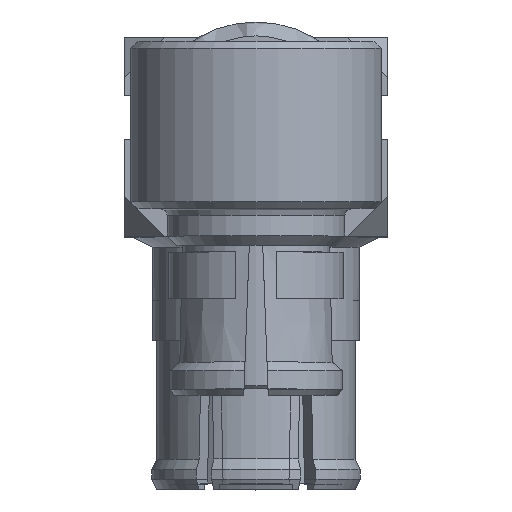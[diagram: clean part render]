
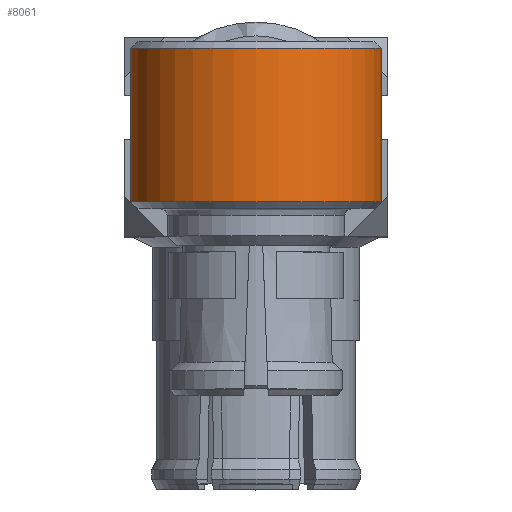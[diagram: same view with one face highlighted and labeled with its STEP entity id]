
A CAD part, top view. The second image highlights one B-rep face of the part: STEP entity #8061.
In plain terms, the highlighted cylindrical face has radius 2.388 mm (diameter 4.775 mm), a full revolution.
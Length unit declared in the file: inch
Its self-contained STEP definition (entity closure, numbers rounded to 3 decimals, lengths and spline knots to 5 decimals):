
#19 = CARTESIAN_POINT ( 'NONE',  ( 0.21721, -0.07756, -0.05312 ) ) ;
#77 = AXIS2_PLACEMENT_3D ( 'NONE', #6803, #10319, #7668 ) ;
#83 = CARTESIAN_POINT ( 'NONE',  ( 0.14936, -0.09292, -0.01465 ) ) ;
#135 = CARTESIAN_POINT ( 'NONE',  ( 0.16125, -0.08665, -0.03655 ) ) ;
#193 = CARTESIAN_POINT ( 'NONE',  ( 0.25043, -0.09002, -0.02793 ) ) ;
#404 = ORIENTED_EDGE ( 'NONE', *, *, #9952, .T. ) ;
#890 = CARTESIAN_POINT ( 'NONE',  ( 0.25032, -0.08996, 0.02809 ) ) ;
#902 = AXIS2_PLACEMENT_3D ( 'NONE', #10520, #7055, #3363 ) ;
#947 = CARTESIAN_POINT ( 'NONE',  ( 0.25711, -0.09377, 0.00751 ) ) ;
#996 = VERTEX_POINT ( 'NONE', #3727 ) ;
#1008 = CARTESIAN_POINT ( 'NONE',  ( 0.14751, -0.09399, -0.00387 ) ) ;
#1061 = CARTESIAN_POINT ( 'NONE',  ( 0.1546, -0.09, 0.02798 ) ) ;
#1114 = CARTESIAN_POINT ( 'NONE',  ( 0.18789, -0.07735, -0.05351 ) ) ;
#1539 = CARTESIAN_POINT ( 'NONE',  ( 0.20987, -0.0765, 0.05463 ) ) ;
#1767 = CARTESIAN_POINT ( 'NONE',  ( 0.14748, -0.09401, 0.00731 ) ) ;
#1819 = CARTESIAN_POINT ( 'NONE',  ( 0.19877, -0.07623, 0.055 ) ) ;
#1874 = CARTESIAN_POINT ( 'NONE',  ( 0.25564, -0.09292, 0.01465 ) ) ;
#1988 = CARTESIAN_POINT ( 'NONE',  ( 0.17467, -0.0809, -0.04798 ) ) ;
#2012 = EDGE_CURVE ( 'NONE', #10832, #10832, #3054, .T. ) ;
#2615 = DIRECTION ( 'NONE',  ( 1., 0., 0. ) ) ;
#2703 = CARTESIAN_POINT ( 'NONE',  ( 0.2064, -0.07624, -0.05499 ) ) ;
#2758 = CARTESIAN_POINT ( 'NONE',  ( 0.18443, -0.07828, 0.05207 ) ) ;
#2812 = CARTESIAN_POINT ( 'NONE',  ( 0.149, -0.0931, 0.01466 ) ) ;
#3054 = CIRCLE ( 'NONE', #77, 0.094 ) ;
#3113 = EDGE_LOOP ( 'NONE', ( #404 ) ) ;
#3363 = DIRECTION ( 'NONE',  ( 0., 0., 1. ) ) ;
#3378 = FACE_OUTER_BOUND ( 'NONE', #7048, .T. ) ;
#3520 = CARTESIAN_POINT ( 'NONE',  ( 0.25752, -0.09401, -0.00722 ) ) ;
#3573 = CARTESIAN_POINT ( 'NONE',  ( 0.15329, -0.09073, -0.02482 ) ) ;
#3679 = CARTESIAN_POINT ( 'NONE',  ( 0.23647, -0.08334, -0.04382 ) ) ;
#3727 = CARTESIAN_POINT ( 'NONE',  ( 0.26, 0., 0.094 ) ) ;
#3737 = CARTESIAN_POINT ( 'NONE',  ( 0.16872, -0.08326, -0.04397 ) ) ;
#4013 = FACE_OUTER_BOUND ( 'NONE', #7341, .T. ) ;
#4258 = CIRCLE ( 'NONE', #902, 0.094 ) ;
#4390 = CARTESIAN_POINT ( 'NONE',  ( 0.20623, -0.07623, 0.055 ) ) ;
#4448 = CARTESIAN_POINT ( 'NONE',  ( 0.25453, -0.09229, 0.01819 ) ) ;
#4503 = CARTESIAN_POINT ( 'NONE',  ( 0.15868, -0.08782, 0.03397 ) ) ;
#4559 = CARTESIAN_POINT ( 'NONE',  ( 0.15499, -0.08981, -0.02794 ) ) ;
#4796 = EDGE_CURVE ( 'NONE', #996, #996, #4258, .T. ) ;
#5185 = CARTESIAN_POINT ( 'NONE',  ( 0.14, 0., 0. ) ) ;
#5497 = CARTESIAN_POINT ( 'NONE',  ( 0.24626, -0.08779, 0.03404 ) ) ;
#5554 = CARTESIAN_POINT ( 'NONE',  ( 0.15047, -0.09229, -0.01819 ) ) ;
#5712 = CARTESIAN_POINT ( 'NONE',  ( 0.2025, -0.07623, 0.055 ) ) ;
#5919 = CARTESIAN_POINT ( 'NONE',  ( 0.22052, -0.07827, 0.05209 ) ) ;
#5940 = B_SPLINE_CURVE_WITH_KNOTS ( 'NONE', 3,
 ( #8868, #4390, #1539, #7974, #5919, #9505, #8635, #5497, #890, #4448, #1874, #947, #10019, #3520, #8085, #193, #10838, #3679, #9086, #10674, #19, #9027, #2703, #8914, #1114, #1988, #3737, #135, #7263, #4559, #3573, #5554, #83, #9902, #1008, #1767, #2812, #1061, #4503, #8027, #7156, #2758, #8970, #6381, #1819, #9793 ),
 .UNSPECIFIED., .T., .F.,
 ( 4, 2, 2, 2, 2, 2, 2, 2, 2, 2, 2, 2, 2, 2, 2, 2, 2, 2, 2, 2, 2, 2, 4 ),
 ( 0., 0.00028, 0.00056, 0.00112, 0.00168, 0.00196, 0.00223, 0.00279, 0.00335, 0.00391, 0.00419, 0.00447, 0.00503, 0.00559, 0.00587, 0.00615, 0.00642, 0.0067, 0.00726, 0.00782, 0.00838, 0.00866, 0.00894 ),
 .UNSPECIFIED. ) ;
#6324 = ORIENTED_EDGE ( 'NONE', *, *, #4796, .T. ) ;
#6381 = CARTESIAN_POINT ( 'NONE',  ( 0.19511, -0.07651, 0.05462 ) ) ;
#6803 = CARTESIAN_POINT ( 'NONE',  ( 0.145, 0., 0. ) ) ;
#7048 = EDGE_LOOP ( 'NONE', ( #6324 ) ) ;
#7055 = DIRECTION ( 'NONE',  ( -1., 0., 0. ) ) ;
#7156 = CARTESIAN_POINT ( 'NONE',  ( 0.17455, -0.08095, 0.0479 ) ) ;
#7164 = AXIS2_PLACEMENT_3D ( 'NONE', #5185, #2615, #10593 ) ;
#7263 = CARTESIAN_POINT ( 'NONE',  ( 0.15896, -0.08777, -0.03379 ) ) ;
#7341 = EDGE_LOOP ( 'NONE', ( #7839 ) ) ;
#7668 = DIRECTION ( 'NONE',  ( 0., 0., 1. ) ) ;
#7839 = ORIENTED_EDGE ( 'NONE', *, *, #2012, .T. ) ;
#7974 = CARTESIAN_POINT ( 'NONE',  ( 0.217, -0.07752, 0.05318 ) ) ;
#8027 = CARTESIAN_POINT ( 'NONE',  ( 0.16862, -0.0833, 0.04389 ) ) ;
#8061 = ADVANCED_FACE ( 'NONE', ( #4013, #11300, #3378 ), #11481, .T. ) ;
#8085 = CARTESIAN_POINT ( 'NONE',  ( 0.25602, -0.09311, -0.0146 ) ) ;
#8635 = CARTESIAN_POINT ( 'NONE',  ( 0.23634, -0.08329, 0.04392 ) ) ;
#8868 = CARTESIAN_POINT ( 'NONE',  ( 0.2025, -0.07623, 0.055 ) ) ;
#8914 = CARTESIAN_POINT ( 'NONE',  ( 0.19522, -0.07621, -0.05502 ) ) ;
#8970 = CARTESIAN_POINT ( 'NONE',  ( 0.18796, -0.07752, 0.05317 ) ) ;
#9027 = CARTESIAN_POINT ( 'NONE',  ( 0.21005, -0.07652, -0.0546 ) ) ;
#9086 = CARTESIAN_POINT ( 'NONE',  ( 0.23054, -0.08098, -0.04785 ) ) ;
#9505 = CARTESIAN_POINT ( 'NONE',  ( 0.2304, -0.08093, 0.04793 ) ) ;
#9793 = CARTESIAN_POINT ( 'NONE',  ( 0.2025, -0.07623, 0.055 ) ) ;
#9902 = CARTESIAN_POINT ( 'NONE',  ( 0.14789, -0.09377, -0.00751 ) ) ;
#9950 = CARTESIAN_POINT ( 'NONE',  ( 0.145, 0., 0.094 ) ) ;
#9952 = EDGE_CURVE ( 'NONE', #10125, #10125, #5940, .T. ) ;
#10019 = CARTESIAN_POINT ( 'NONE',  ( 0.25749, -0.09399, 0.00387 ) ) ;
#10125 = VERTEX_POINT ( 'NONE', #5712 ) ;
#10319 = DIRECTION ( 'NONE',  ( 1., 0., 0. ) ) ;
#10520 = CARTESIAN_POINT ( 'NONE',  ( 0.26, 0., 0. ) ) ;
#10593 = DIRECTION ( 'NONE',  ( 0., 0., -1. ) ) ;
#10674 = CARTESIAN_POINT ( 'NONE',  ( 0.22072, -0.07831, -0.05202 ) ) ;
#10832 = VERTEX_POINT ( 'NONE', #9950 ) ;
#10838 = CARTESIAN_POINT ( 'NONE',  ( 0.24637, -0.08784, -0.03391 ) ) ;
#11300 = FACE_BOUND ( 'NONE', #3113, .T. ) ;
#11481 = CYLINDRICAL_SURFACE ( 'NONE', #7164, 0.094 ) ;
